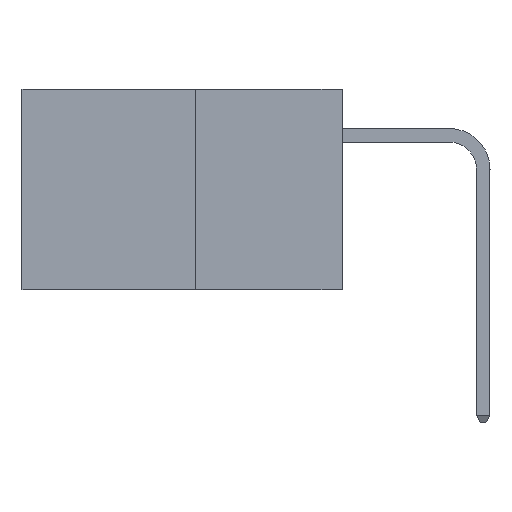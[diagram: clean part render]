
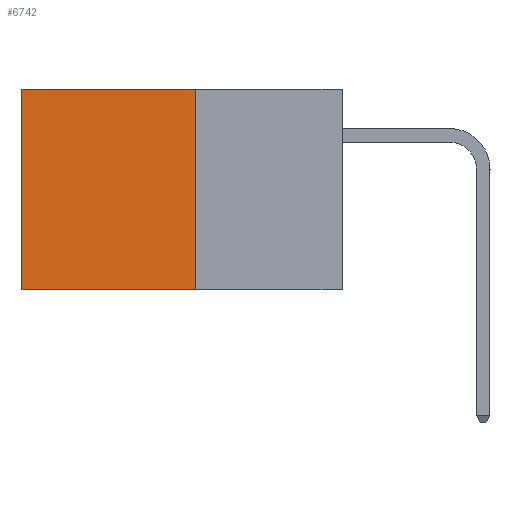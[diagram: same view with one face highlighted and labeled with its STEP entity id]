
A CAD part, left-side view. The second image highlights one B-rep face of the part: STEP entity #6742.
In plain terms, the highlighted planar face has unit normal (-1, 0, 0).
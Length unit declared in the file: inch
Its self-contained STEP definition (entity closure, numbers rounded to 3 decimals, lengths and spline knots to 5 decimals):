
#388 = ORIENTED_EDGE ( 'NONE', *, *, #600, .F. ) ;
#572 = VECTOR ( 'NONE', #2463, 39.37008 ) ;
#600 = EDGE_CURVE ( 'NONE', #17385, #12655, #8798, .T. ) ;
#754 = FACE_OUTER_BOUND ( 'NONE', #815, .T. ) ;
#815 = EDGE_LOOP ( 'NONE', ( #10298, #2284, #388, #15693 ) ) ;
#1161 = EDGE_CURVE ( 'NONE', #17385, #14140, #7966, .T. ) ;
#2284 = ORIENTED_EDGE ( 'NONE', *, *, #19792, .F. ) ;
#2463 = DIRECTION ( 'NONE',  ( 0., 0., -1. ) ) ;
#3444 = CARTESIAN_POINT ( 'NONE',  ( 0.277, 0.27, -0.37 ) ) ;
#3569 = CARTESIAN_POINT ( 'NONE',  ( 0.277, 0.27, 0. ) ) ;
#4340 = DIRECTION ( 'NONE',  ( 0., 1., 0. ) ) ;
#5816 = EDGE_CURVE ( 'NONE', #14140, #18552, #18209, .T. ) ;
#5888 = VECTOR ( 'NONE', #8045, 39.37008 ) ;
#6742 = ADVANCED_FACE ( 'NONE', ( #754 ), #12438, .F. ) ;
#7966 = LINE ( 'NONE', #3569, #12105 ) ;
#8045 = DIRECTION ( 'NONE',  ( 0., 0., -1. ) ) ;
#8798 = LINE ( 'NONE', #3444, #572 ) ;
#10298 = ORIENTED_EDGE ( 'NONE', *, *, #5816, .T. ) ;
#10498 = CARTESIAN_POINT ( 'NONE',  ( 0.277, 0.27, -0.37 ) ) ;
#11576 = DIRECTION ( 'NONE',  ( 0., 0., -1. ) ) ;
#11730 = DIRECTION ( 'NONE',  ( 1., 0., 0. ) ) ;
#12105 = VECTOR ( 'NONE', #14538, 39.37008 ) ;
#12255 = CARTESIAN_POINT ( 'NONE',  ( 0.277, 0.27, -0.37 ) ) ;
#12438 = PLANE ( 'NONE',  #16251 ) ;
#12655 = VERTEX_POINT ( 'NONE', #15379 ) ;
#13782 = CARTESIAN_POINT ( 'NONE',  ( 0.277, 0.59, 0. ) ) ;
#14140 = VERTEX_POINT ( 'NONE', #13782 ) ;
#14169 = CARTESIAN_POINT ( 'NONE',  ( 0.277, 0.59, -0.37 ) ) ;
#14538 = DIRECTION ( 'NONE',  ( 0., 1., 0. ) ) ;
#15379 = CARTESIAN_POINT ( 'NONE',  ( 0.277, 0.27, -0.37 ) ) ;
#15693 = ORIENTED_EDGE ( 'NONE', *, *, #1161, .T. ) ;
#16251 = AXIS2_PLACEMENT_3D ( 'NONE', #12255, #11730, #11576 ) ;
#17385 = VERTEX_POINT ( 'NONE', #18104 ) ;
#18104 = CARTESIAN_POINT ( 'NONE',  ( 0.277, 0.27, 0. ) ) ;
#18209 = LINE ( 'NONE', #18779, #5888 ) ;
#18358 = LINE ( 'NONE', #10498, #18842 ) ;
#18552 = VERTEX_POINT ( 'NONE', #14169 ) ;
#18779 = CARTESIAN_POINT ( 'NONE',  ( 0.277, 0.59, -0.37 ) ) ;
#18842 = VECTOR ( 'NONE', #4340, 39.37008 ) ;
#19792 = EDGE_CURVE ( 'NONE', #12655, #18552, #18358, .T. ) ;
